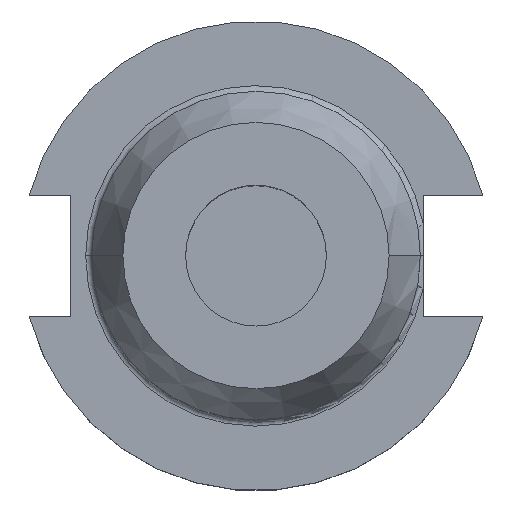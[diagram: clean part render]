
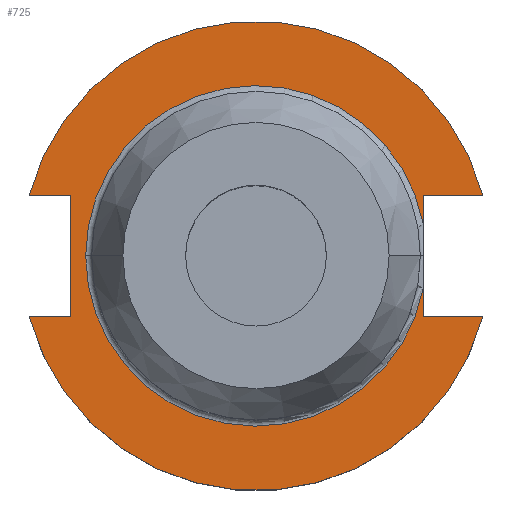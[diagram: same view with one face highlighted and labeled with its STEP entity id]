
A CAD part, top view. The second image highlights one B-rep face of the part: STEP entity #725.
In plain terms, the highlighted planar face has unit normal (0, 0, 1).
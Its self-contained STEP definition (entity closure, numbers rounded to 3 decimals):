
#6 = DIRECTION ( 'NONE',  ( 1., 0., 0. ) ) ;
#9 = CARTESIAN_POINT ( 'NONE',  ( 22.606, 23.025, 19.05 ) ) ;
#17 = CARTESIAN_POINT ( 'NONE',  ( 0., 0., 19.05 ) ) ;
#68 = EDGE_CURVE ( 'NONE', #1394, #1405, #850, .T. ) ;
#142 = DIRECTION ( 'NONE',  ( 1., 0., 0. ) ) ;
#145 = EDGE_CURVE ( 'NONE', #368, #1194, #215, .T. ) ;
#169 = CARTESIAN_POINT ( 'NONE',  ( 30.675, -8.191, 19.05 ) ) ;
#215 = LINE ( 'NONE', #1108, #425 ) ;
#262 = DIRECTION ( 'NONE',  ( -1., 0., 0. ) ) ;
#282 = CIRCLE ( 'NONE', #337, 31.75 ) ;
#292 = LINE ( 'NONE', #1481, #511 ) ;
#293 = EDGE_LOOP ( 'NONE', ( #1498, #991, #1019, #948, #1081, #413, #859, #477, #821, #412, #1175 ) ) ;
#308 = EDGE_CURVE ( 'NONE', #812, #368, #1323, .T. ) ;
#321 = CARTESIAN_POINT ( 'NONE',  ( 22.606, 8.191, 19.05 ) ) ;
#337 = AXIS2_PLACEMENT_3D ( 'NONE', #354, #1529, #735 ) ;
#345 = CARTESIAN_POINT ( 'NONE',  ( 58.606, -8.192, 19.05 ) ) ;
#346 = DIRECTION ( 'NONE',  ( 0., 0., 1. ) ) ;
#354 = CARTESIAN_POINT ( 'NONE',  ( 0., 0., 19.05 ) ) ;
#360 = VECTOR ( 'NONE', #1056, 1000. ) ;
#365 = VERTEX_POINT ( 'NONE', #169 ) ;
#368 = VERTEX_POINT ( 'NONE', #517 ) ;
#372 = CIRCLE ( 'NONE', #806, 23.025 ) ;
#373 = VECTOR ( 'NONE', #832, 1000. ) ;
#384 = VERTEX_POINT ( 'NONE', #397 ) ;
#396 = DIRECTION ( 'NONE',  ( 0., 0., -1. ) ) ;
#397 = CARTESIAN_POINT ( 'NONE',  ( 22.606, 4.373, 19.05 ) ) ;
#401 = AXIS2_PLACEMENT_3D ( 'NONE', #736, #346, #1184 ) ;
#412 = ORIENTED_EDGE ( 'NONE', *, *, #308, .T. ) ;
#413 = ORIENTED_EDGE ( 'NONE', *, *, #68, .F. ) ;
#425 = VECTOR ( 'NONE', #6, 1000. ) ;
#440 = LINE ( 'NONE', #9, #726 ) ;
#469 = FACE_OUTER_BOUND ( 'NONE', #293, .T. ) ;
#471 = EDGE_CURVE ( 'NONE', #1424, #384, #1174, .T. ) ;
#477 = ORIENTED_EDGE ( 'NONE', *, *, #471, .F. ) ;
#482 = EDGE_CURVE ( 'NONE', #812, #1424, #292, .T. ) ;
#511 = VECTOR ( 'NONE', #554, 1000. ) ;
#517 = CARTESIAN_POINT ( 'NONE',  ( -30.675, 8.191, 19.05 ) ) ;
#550 = VECTOR ( 'NONE', #792, 1000. ) ;
#554 = DIRECTION ( 'NONE',  ( -1., 0., 0. ) ) ;
#557 = CARTESIAN_POINT ( 'NONE',  ( -61.091, -8.192, 19.05 ) ) ;
#606 = LINE ( 'NONE', #557, #1262 ) ;
#623 = DIRECTION ( 'NONE',  ( 0., -1., 0. ) ) ;
#645 = VERTEX_POINT ( 'NONE', #1373 ) ;
#673 = CARTESIAN_POINT ( 'NONE',  ( 22.606, -4.373, 19.05 ) ) ;
#678 = CARTESIAN_POINT ( 'NONE',  ( -23.025, 0., 19.05 ) ) ;
#684 = EDGE_CURVE ( 'NONE', #645, #1517, #606, .T. ) ;
#725 = ADVANCED_FACE ( 'NONE', ( #469 ), #1348, .F. ) ;
#726 = VECTOR ( 'NONE', #623, 1000. ) ;
#735 = DIRECTION ( 'NONE',  ( 1., 0., 0. ) ) ;
#736 = CARTESIAN_POINT ( 'NONE',  ( 0., 0., 19.05 ) ) ;
#759 = VERTEX_POINT ( 'NONE', #1406 ) ;
#792 = DIRECTION ( 'NONE',  ( 0., -1., 0. ) ) ;
#795 = CARTESIAN_POINT ( 'NONE',  ( 22.606, 23.025, 19.05 ) ) ;
#806 = AXIS2_PLACEMENT_3D ( 'NONE', #17, #1097, #855 ) ;
#812 = VERTEX_POINT ( 'NONE', #917 ) ;
#815 = EDGE_CURVE ( 'NONE', #1194, #1517, #1300, .T. ) ;
#821 = ORIENTED_EDGE ( 'NONE', *, *, #482, .F. ) ;
#832 = DIRECTION ( 'NONE',  ( -1., 0., 0. ) ) ;
#834 = AXIS2_PLACEMENT_3D ( 'NONE', #1235, #396, #262 ) ;
#850 = CIRCLE ( 'NONE', #401, 23.025 ) ;
#855 = DIRECTION ( 'NONE',  ( 1., 0., 0. ) ) ;
#859 = ORIENTED_EDGE ( 'NONE', *, *, #1151, .F. ) ;
#870 = DIRECTION ( 'NONE',  ( 1., 0., 0. ) ) ;
#885 = EDGE_CURVE ( 'NONE', #645, #365, #282, .T. ) ;
#917 = CARTESIAN_POINT ( 'NONE',  ( 30.675, 8.191, 19.05 ) ) ;
#939 = EDGE_CURVE ( 'NONE', #365, #759, #1328, .T. ) ;
#948 = ORIENTED_EDGE ( 'NONE', *, *, #939, .T. ) ;
#991 = ORIENTED_EDGE ( 'NONE', *, *, #684, .F. ) ;
#1019 = ORIENTED_EDGE ( 'NONE', *, *, #885, .T. ) ;
#1038 = CARTESIAN_POINT ( 'NONE',  ( -25.091, -8.192, 19.05 ) ) ;
#1049 = EDGE_CURVE ( 'NONE', #1405, #759, #440, .T. ) ;
#1056 = DIRECTION ( 'NONE',  ( 0., -1., 0. ) ) ;
#1081 = ORIENTED_EDGE ( 'NONE', *, *, #1049, .F. ) ;
#1097 = DIRECTION ( 'NONE',  ( 0., 0., 1. ) ) ;
#1108 = CARTESIAN_POINT ( 'NONE',  ( -61.091, 8.191, 19.05 ) ) ;
#1110 = CARTESIAN_POINT ( 'NONE',  ( -25.091, 8.191, 19.05 ) ) ;
#1151 = EDGE_CURVE ( 'NONE', #384, #1394, #372, .T. ) ;
#1174 = LINE ( 'NONE', #795, #550 ) ;
#1175 = ORIENTED_EDGE ( 'NONE', *, *, #145, .T. ) ;
#1184 = DIRECTION ( 'NONE',  ( 1., 0., 0. ) ) ;
#1194 = VERTEX_POINT ( 'NONE', #1110 ) ;
#1235 = CARTESIAN_POINT ( 'NONE',  ( 0., 23.025, 19.05 ) ) ;
#1262 = VECTOR ( 'NONE', #142, 1000. ) ;
#1278 = CARTESIAN_POINT ( 'NONE',  ( -25.091, 23.025, 19.05 ) ) ;
#1300 = LINE ( 'NONE', #1278, #360 ) ;
#1323 = CIRCLE ( 'NONE', #1436, 31.75 ) ;
#1328 = LINE ( 'NONE', #345, #373 ) ;
#1338 = CARTESIAN_POINT ( 'NONE',  ( 0., 0., 19.05 ) ) ;
#1346 = DIRECTION ( 'NONE',  ( 0., 0., 1. ) ) ;
#1348 = PLANE ( 'NONE',  #834 ) ;
#1373 = CARTESIAN_POINT ( 'NONE',  ( -30.675, -8.192, 19.05 ) ) ;
#1394 = VERTEX_POINT ( 'NONE', #678 ) ;
#1405 = VERTEX_POINT ( 'NONE', #673 ) ;
#1406 = CARTESIAN_POINT ( 'NONE',  ( 22.606, -8.192, 19.05 ) ) ;
#1424 = VERTEX_POINT ( 'NONE', #321 ) ;
#1436 = AXIS2_PLACEMENT_3D ( 'NONE', #1338, #1346, #870 ) ;
#1481 = CARTESIAN_POINT ( 'NONE',  ( 58.606, 8.191, 19.05 ) ) ;
#1498 = ORIENTED_EDGE ( 'NONE', *, *, #815, .T. ) ;
#1517 = VERTEX_POINT ( 'NONE', #1038 ) ;
#1529 = DIRECTION ( 'NONE',  ( 0., 0., 1. ) ) ;
